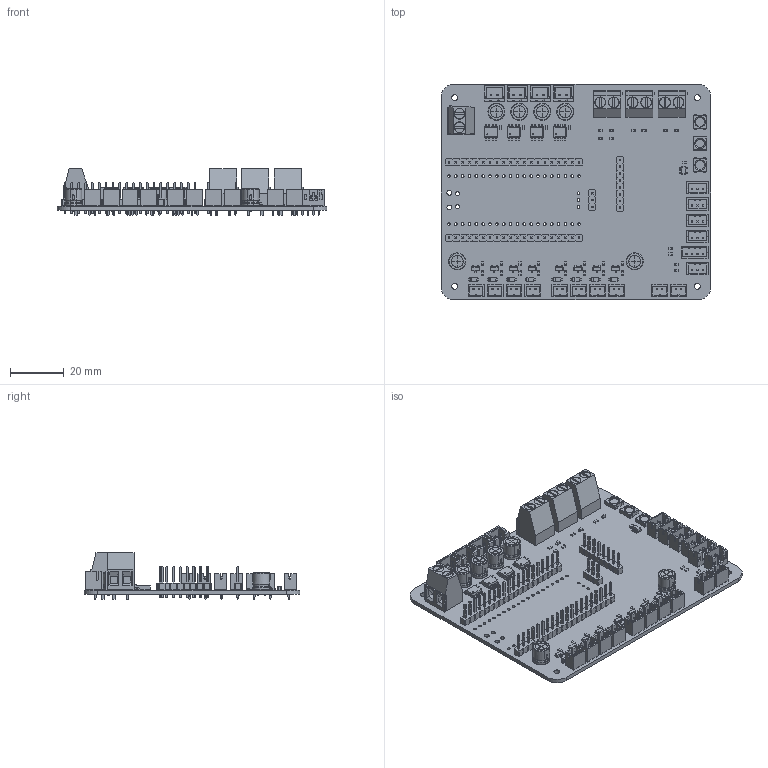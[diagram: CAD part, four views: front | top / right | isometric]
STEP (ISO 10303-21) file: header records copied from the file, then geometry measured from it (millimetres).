
FILE_DESCRIPTION(('KiCad electronic assembly'),'2;1');
FILE_NAME('pubmarine-submarine.step','2025-08-07T19:31:49',('Pcbnew'),( 'Kicad'),'Open CASCADE STEP processor 7.9','KiCad to STEP converter' ,'Unknown');
FILE_SCHEMA(('AUTOMOTIVE_DESIGN { 1 0 10303 214 1 1 1 1 }'));
Length unit declared in the file: millimetre
Products named in the file (19): pubmarine-submarine 1; JST_PH_B3B-PH-K_1x03_P2.00mm_Vertical; CP_Radial_D6.3mm_P2.50mm; R_0603_1608Metric; JST_XH_B2B-XH-A_1x02_P2.50mm_Vertical; C_0603_1608Metric; JST_PH_B2B-PH-K_1x02_P2.00mm_Vertical; LED_WS2812B_PLCC4_5.0x5.0mm_P3.2mm; SOT-23; SO-8_3.9x4.9mm_P1.27mm; TerminalBlock_Phoenix_MKDS-1,5-2_1x02_P5.00mm_Horizontal; PinHeader_1x08_P2.54mm_Vertical; D_SOD-123; SOT-23-5; LED_0603_1608Metric; PinHeader_1x20_P2.54mm_Vertical; JST_PH_B4B-PH-K_1x04_P2.00mm_Vertical; PinHeader_1x03_P2.54mm_Vertical; pubmarine-submarine_PCB
Assembly tree (93 placements, depth 2):
  pubmarine-submarine 1
    JST_PH_B3B-PH-K_1x03_P2.00mm_Vertical  x5
    CP_Radial_D6.3mm_P2.50mm  x6
    R_0603_1608Metric  x25
    JST_XH_B2B-XH-A_1x02_P2.50mm_Vertical  x4
    C_0603_1608Metric  x5
    JST_PH_B2B-PH-K_1x02_P2.00mm_Vertical  x10
    LED_WS2812B_PLCC4_5.0x5.0mm_P3.2mm  x3
    SOT-23  x8
    SO-8_3.9x4.9mm_P1.27mm  x4
    TerminalBlock_Phoenix_MKDS-1,5-2_1x02_P5.00mm_Horizontal  x5
    PinHeader_1x08_P2.54mm_Vertical
    D_SOD-123  x8
    SOT-23-5
    LED_0603_1608Metric  x3
    PinHeader_1x20_P2.54mm_Vertical  x2
    JST_PH_B4B-PH-K_1x04_P2.00mm_Vertical
    PinHeader_1x03_P2.54mm_Vertical
    pubmarine-submarine_PCB
Bounding box: 100 x 80 x 17.3 mm (x, y, z)
Volume: 21432.4 mm3; surface area: 35135.6 mm2
Topology: 93 solids, 99 shells, 7066 faces, 18378 edges, 11753 vertices
Faces by surface type: plane 5622, cylinder 1005, bspline 400, revolution 24, torus 12, cone 3
Full cylindrical faces by diameter (mm): 0.2 x24, 0.5 x12, 0.75 x39, 0.8 x12, 1 x59, 1.02 x43, 1.2 x4, 1.32 x8, 1.5 x2, 1.8 x2, 2.2 x4, 3.333 x3, 3.8 x10, 4 x10
Entity records: 78990 total; most frequent: CARTESIAN_POINT 11970, ORIENTED_EDGE 10876, DIRECTION 10304, EDGE_CURVE 5438, LINE 4570, VECTOR 4570, VERTEX_POINT 3469, AXIS2_PLACEMENT_3D 2865
